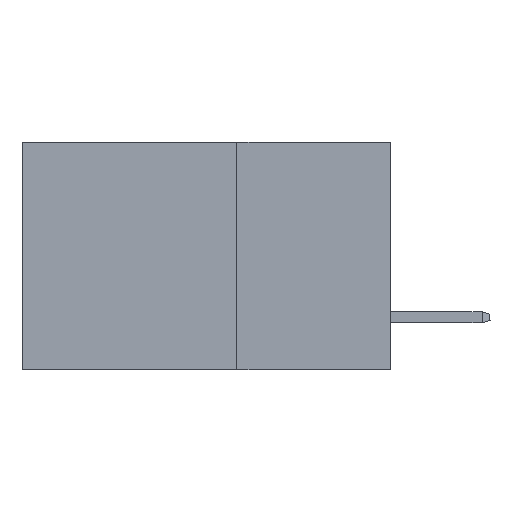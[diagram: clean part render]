
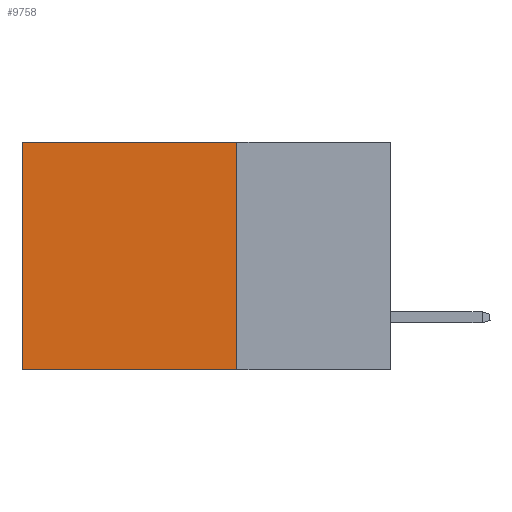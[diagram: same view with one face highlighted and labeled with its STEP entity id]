
A CAD part, left-side view. The second image highlights one B-rep face of the part: STEP entity #9758.
In plain terms, the highlighted planar face has unit normal (-1, 0, 0).
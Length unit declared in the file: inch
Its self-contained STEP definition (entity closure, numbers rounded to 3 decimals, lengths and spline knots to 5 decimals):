
#359 = DIRECTION ( 'NONE',  ( 0., 1., 0. ) ) ;
#406 = VERTEX_POINT ( 'NONE', #9665 ) ;
#414 = EDGE_CURVE ( 'NONE', #13235, #4951, #12156, .T. ) ;
#813 = PLANE ( 'NONE',  #2313 ) ;
#1041 = VECTOR ( 'NONE', #8781, 39.37008 ) ;
#2313 = AXIS2_PLACEMENT_3D ( 'NONE', #13256, #9096, #2903 ) ;
#2581 = CARTESIAN_POINT ( 'NONE',  ( 0.2875, 0.6, 0. ) ) ;
#2903 = DIRECTION ( 'NONE',  ( 0., 0., -1. ) ) ;
#3434 = CARTESIAN_POINT ( 'NONE',  ( 0.2875, 0.6, -0.37 ) ) ;
#3826 = ORIENTED_EDGE ( 'NONE', *, *, #5038, .F. ) ;
#4432 = EDGE_CURVE ( 'NONE', #13235, #406, #7377, .T. ) ;
#4492 = EDGE_LOOP ( 'NONE', ( #5229, #3826, #5372, #9303 ) ) ;
#4951 = VERTEX_POINT ( 'NONE', #8766 ) ;
#5026 = CARTESIAN_POINT ( 'NONE',  ( 0.2875, 0.25, 0. ) ) ;
#5038 = EDGE_CURVE ( 'NONE', #406, #6475, #11949, .T. ) ;
#5229 = ORIENTED_EDGE ( 'NONE', *, *, #12957, .T. ) ;
#5372 = ORIENTED_EDGE ( 'NONE', *, *, #4432, .F. ) ;
#5540 = CARTESIAN_POINT ( 'NONE',  ( 0.2875, 0.25, 0. ) ) ;
#6458 = DIRECTION ( 'NONE',  ( 0., 1., 0. ) ) ;
#6475 = VERTEX_POINT ( 'NONE', #3434 ) ;
#7017 = CARTESIAN_POINT ( 'NONE',  ( 0.2875, 0.25, 0. ) ) ;
#7377 = LINE ( 'NONE', #7017, #12620 ) ;
#8030 = DIRECTION ( 'NONE',  ( 0., 0., -1. ) ) ;
#8572 = FACE_OUTER_BOUND ( 'NONE', #4492, .T. ) ;
#8766 = CARTESIAN_POINT ( 'NONE',  ( 0.2875, 0.6, 0. ) ) ;
#8781 = DIRECTION ( 'NONE',  ( 0., 0., -1. ) ) ;
#9096 = DIRECTION ( 'NONE',  ( 1., 0., 0. ) ) ;
#9152 = VECTOR ( 'NONE', #6458, 39.37008 ) ;
#9303 = ORIENTED_EDGE ( 'NONE', *, *, #414, .T. ) ;
#9338 = VECTOR ( 'NONE', #359, 39.37008 ) ;
#9665 = CARTESIAN_POINT ( 'NONE',  ( 0.2875, 0.25, -0.37 ) ) ;
#9758 = ADVANCED_FACE ( 'NONE', ( #8572 ), #813, .F. ) ;
#11650 = CARTESIAN_POINT ( 'NONE',  ( 0.2875, 0.25, -0.37 ) ) ;
#11949 = LINE ( 'NONE', #11650, #9152 ) ;
#12123 = LINE ( 'NONE', #2581, #1041 ) ;
#12156 = LINE ( 'NONE', #5540, #9338 ) ;
#12620 = VECTOR ( 'NONE', #8030, 39.37008 ) ;
#12957 = EDGE_CURVE ( 'NONE', #4951, #6475, #12123, .T. ) ;
#13235 = VERTEX_POINT ( 'NONE', #5026 ) ;
#13256 = CARTESIAN_POINT ( 'NONE',  ( 0.2875, 0.25, 0. ) ) ;
